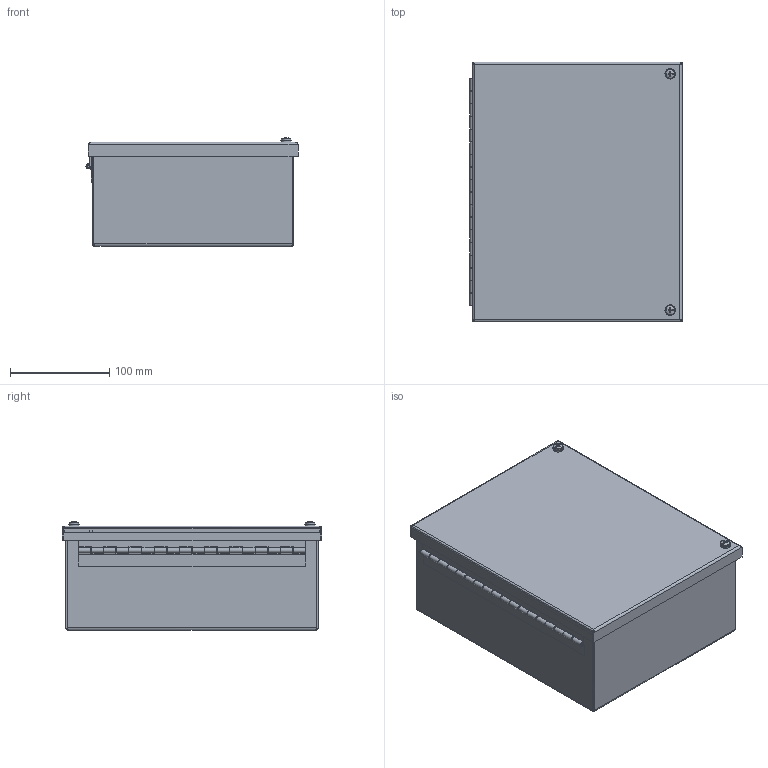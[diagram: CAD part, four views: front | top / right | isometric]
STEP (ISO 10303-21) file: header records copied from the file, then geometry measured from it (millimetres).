
FILE_DESCRIPTION(/* description */ ('JIC,WA-GIE,CS,10X8X4,N12'),/* implementation_level */ '2;1');
FILE_NAME(/* name */ 'WA100804GIE.stp',/* time_stamp */ '2021-10-23T16:21:50-05:00',/* author */ ('kadelman'),/* organization */ (''),/* preprocessor_version */ 'ST-DEVELOPER v18',/* originating_system */ 'Autodesk Inventor 2020',/* authorisation */ '');
FILE_SCHEMA (('AUTOMOTIVE_DESIGN { 1 0 10303 214 3 1 1 }'));
Length unit declared in the file: inch
Products named in the file (13): WA100804GIE; WA100804GIEBKP; 3499; 328122; 328122LH; 328122P; 328122TH; WA1008GIELID; 316261; 38811; 34984; HFW372235-SCREW; HFW372235-WASHER
Assembly tree (19 placements, depth 3):
  WA100804GIE
    WA100804GIEBKP
    3499  x4
    328122
      328122LH
      328122P
      328122TH
    WA1008GIELID
    316261  x2
    38811
    34984  x2
    HFW372235-SCREW  x2
    HFW372235-WASHER  x2
Bounding box: 213.65 x 261.94 x 109.79 mm (x, y, z)
Volume: 414038.6 mm3; surface area: 502359.8 mm2
Topology: 18 solids, 18 shells, 495 faces, 1273 edges, 827 vertices
Faces by surface type: plane 281, cylinder 139, bspline 36, cone 27, torus 8, sphere 4
Full cylindrical faces by diameter (mm): 2.54 x1, 2.957 x18, 3.533 x2, 3.534 x16, 3.962 x6, 4.445 x2, 4.775 x12, 4.826 x1, 4.978 x2, 6.299 x2, 6.35 x1, 6.528 x4, 7.144 x2, 7.62 x4, 7.938 x4, 9.525 x2, 10.312 x2, 15.875 x4
Entity records: 13720 total; most frequent: CARTESIAN_POINT 4106, ORIENTED_EDGE 1846, DIRECTION 1808, EDGE_CURVE 923, AXIS2_PLACEMENT_3D 605, LINE 598, VECTOR 598, VERTEX_POINT 590
